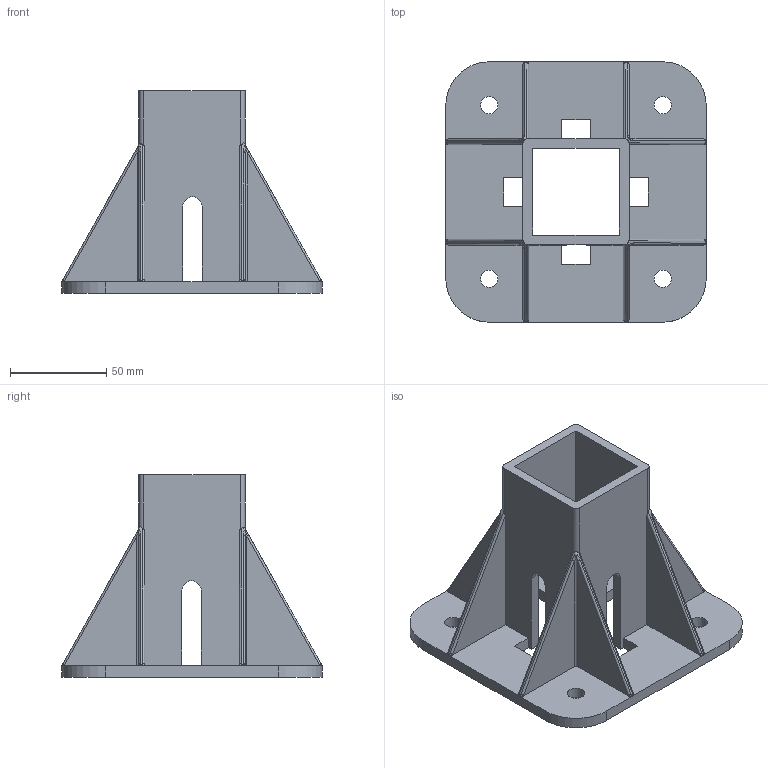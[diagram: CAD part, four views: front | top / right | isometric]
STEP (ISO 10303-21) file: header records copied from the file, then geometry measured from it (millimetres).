
FILE_DESCRIPTION(('STEP AP203'),'2;1');
FILE_NAME('16.009.00.stp','2011-03-07T08:26:20',(''),(''),'2009.3.110','THINKDESIGN','');
FILE_SCHEMA(('CONFIG_CONTROL_DESIGN'));
Length unit declared in the file: millimetre
Bounding box: 135 x 135 x 105 mm (x, y, z)
Volume: 212398.9 mm3; surface area: 94603.6 mm2
Topology: 1 solids, 1 shells, 184 faces, 509 edges, 318 vertices
Faces by surface type: plane 70, cylinder 57, bspline 57
Full cylindrical faces by diameter (mm): 9 x4
Entity records: 11754 total; most frequent: CARTESIAN_POINT 7259, ORIENTED_EDGE 1016, DIRECTION 777, EDGE_CURVE 508, VERTEX_POINT 318, AXIS2_PLACEMENT_3D 266, VECTOR 245, LINE 245
